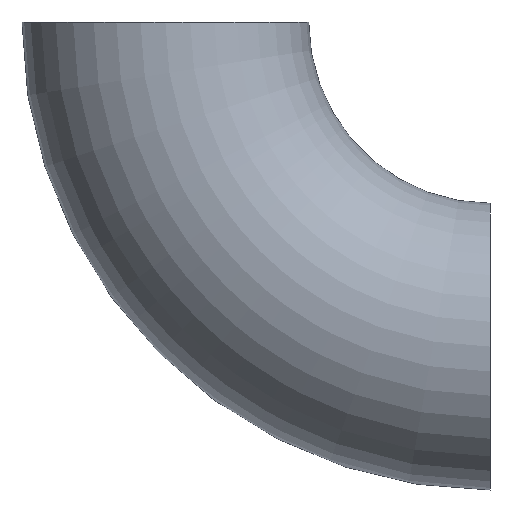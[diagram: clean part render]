
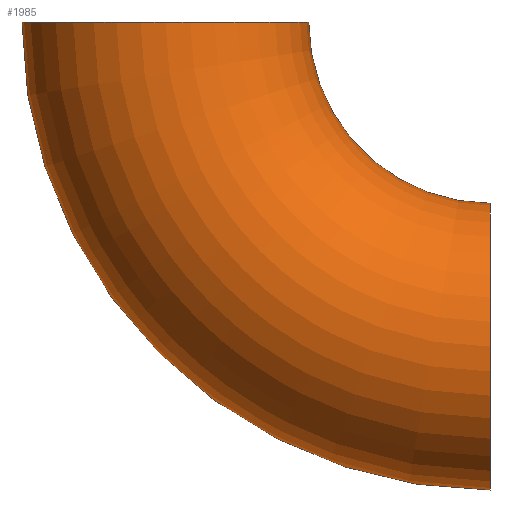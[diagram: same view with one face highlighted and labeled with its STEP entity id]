
A CAD part, left-side view. The second image highlights one B-rep face of the part: STEP entity #1985.
In plain terms, the highlighted toroidal (fillet/blend) face has major radius 48 mm and minor radius 21.2 mm.
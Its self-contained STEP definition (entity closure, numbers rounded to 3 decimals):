
#338 = CARTESIAN_POINT ( 'NONE',  ( 0., 0., 0. ) ) ;
#349 = DIRECTION ( 'NONE',  ( 0., -1., 0. ) ) ;
#416 = VERTEX_POINT ( 'NONE', #2622 ) ;
#448 = CIRCLE ( 'NONE', #8084, 69.2 ) ;
#679 = DIRECTION ( 'NONE',  ( 0., 0., 1. ) ) ;
#941 = AXIS2_PLACEMENT_3D ( 'NONE', #5049, #10350, #11315 ) ;
#1182 = DIRECTION ( 'NONE',  ( -1., 0., 0. ) ) ;
#1661 = CIRCLE ( 'NONE', #3356, 26.8 ) ;
#1745 = VERTEX_POINT ( 'NONE', #8875 ) ;
#1770 = EDGE_CURVE ( 'NONE', #1745, #5711, #1980, .T. ) ;
#1861 = EDGE_LOOP ( 'NONE', ( #1879, #8814, #6555, #2196 ) ) ;
#1879 = ORIENTED_EDGE ( 'NONE', *, *, #9662, .F. ) ;
#1980 = CIRCLE ( 'NONE', #941, 21.2 ) ;
#1985 = ADVANCED_FACE ( 'NONE', ( #5894 ), #10019, .T. ) ;
#2196 = ORIENTED_EDGE ( 'NONE', *, *, #9032, .F. ) ;
#2234 = AXIS2_PLACEMENT_3D ( 'NONE', #11080, #5670, #349 ) ;
#2560 = CARTESIAN_POINT ( 'NONE',  ( 0., 0., 0. ) ) ;
#2622 = CARTESIAN_POINT ( 'NONE',  ( 0., 26.8, 0. ) ) ;
#2993 = VERTEX_POINT ( 'NONE', #9274 ) ;
#3356 = AXIS2_PLACEMENT_3D ( 'NONE', #2560, #3357, #679 ) ;
#3357 = DIRECTION ( 'NONE',  ( -1., 0., 0. ) ) ;
#3942 = DIRECTION ( 'NONE',  ( -1., 0., 0. ) ) ;
#4792 = CARTESIAN_POINT ( 'NONE',  ( 0., 0., -26.8 ) ) ;
#5049 = CARTESIAN_POINT ( 'NONE',  ( 0., 0., -48. ) ) ;
#5670 = DIRECTION ( 'NONE',  ( 0., 0., 1. ) ) ;
#5711 = VERTEX_POINT ( 'NONE', #4792 ) ;
#5788 = AXIS2_PLACEMENT_3D ( 'NONE', #338, #1182, #9118 ) ;
#5894 = FACE_OUTER_BOUND ( 'NONE', #1861, .T. ) ;
#6555 = ORIENTED_EDGE ( 'NONE', *, *, #1770, .T. ) ;
#7480 = DIRECTION ( 'NONE',  ( 0., 0., 1. ) ) ;
#7563 = CARTESIAN_POINT ( 'NONE',  ( 0., 0., 0. ) ) ;
#7653 = EDGE_CURVE ( 'NONE', #2993, #1745, #448, .T. ) ;
#8084 = AXIS2_PLACEMENT_3D ( 'NONE', #7563, #3942, #7480 ) ;
#8814 = ORIENTED_EDGE ( 'NONE', *, *, #7653, .T. ) ;
#8875 = CARTESIAN_POINT ( 'NONE',  ( 0., 0., -69.2 ) ) ;
#9032 = EDGE_CURVE ( 'NONE', #416, #5711, #1661, .T. ) ;
#9118 = DIRECTION ( 'NONE',  ( 0., 0., 1. ) ) ;
#9274 = CARTESIAN_POINT ( 'NONE',  ( 0., 69.2, 0. ) ) ;
#9662 = EDGE_CURVE ( 'NONE', #2993, #416, #10532, .T. ) ;
#10019 = TOROIDAL_SURFACE ( 'NONE', #5788, 48., 21.2 ) ;
#10350 = DIRECTION ( 'NONE',  ( 0., 1., 0. ) ) ;
#10532 = CIRCLE ( 'NONE', #2234, 21.2 ) ;
#11080 = CARTESIAN_POINT ( 'NONE',  ( 0., 48., 0. ) ) ;
#11315 = DIRECTION ( 'NONE',  ( 0., 0., 1. ) ) ;
